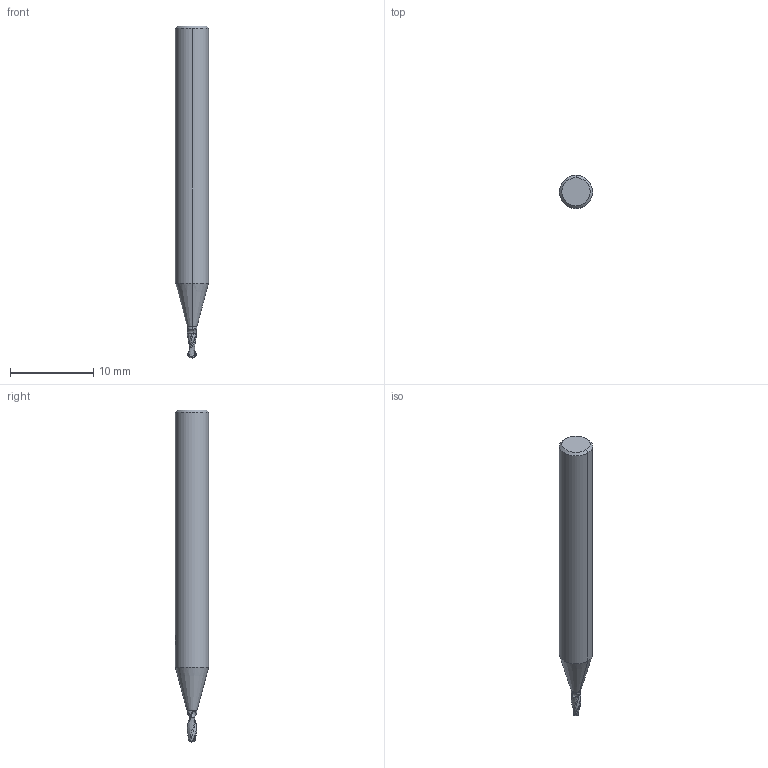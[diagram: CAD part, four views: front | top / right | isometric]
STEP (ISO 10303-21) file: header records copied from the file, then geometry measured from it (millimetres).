
FILE_DESCRIPTION(('no description'),'unknown implementation level');
FILE_NAME('solidUguTkOj8zvxw8e0dxyVR7olK678_1.STP',' ',('CIM GmbH Aachen'),('CADClick - KiM GmbH - www.kimweb.de'),'unknown preprocess','ACIS','unknown authorization');
FILE_SCHEMA(('automotive_design'));
Length unit declared in the file: millimetre
Products named in the file (2): 1; 2
Bounding box: 4 x 4 x 40 mm (x, y, z)
Volume: 421.4 mm3; surface area: 458 mm2
Topology: 2 solids, 2 shells, 66 faces, 185 edges, 123 vertices
Faces by surface type: plane 15, cylinder 13, bspline 12, cone 10, revolution 10, sphere 6
Entity records: 6398 total; most frequent: CARTESIAN_POINT 2717, STYLED_ITEM 376, PRESENTATION_STYLE_ASSIGNMENT 376, COLOUR_RGB 376, ORIENTED_EDGE 370, DIRECTION 266, EDGE_CURVE 185, CURVE_STYLE 185
